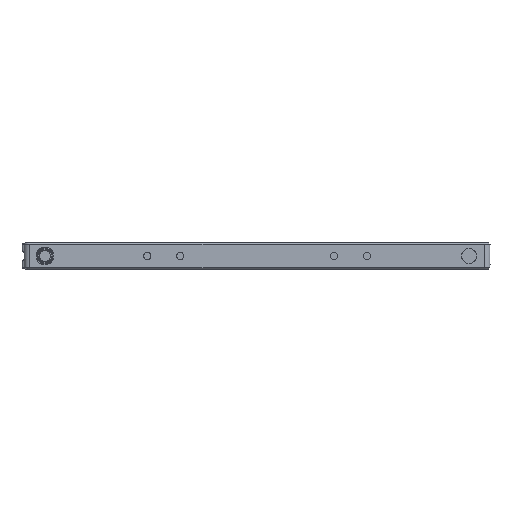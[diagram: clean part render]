
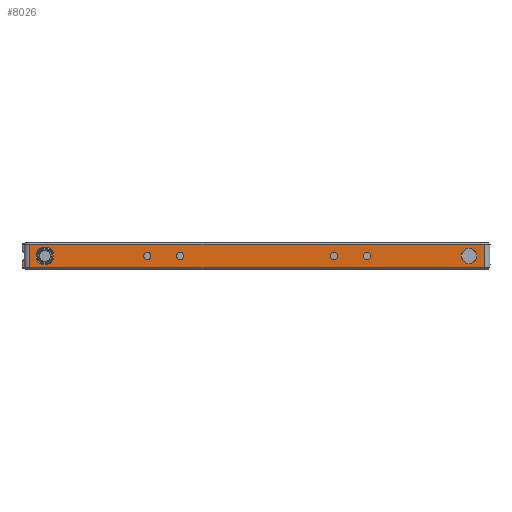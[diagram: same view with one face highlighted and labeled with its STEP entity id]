
A CAD part, left-side view. The second image highlights one B-rep face of the part: STEP entity #8026.
In plain terms, the highlighted planar face has unit normal (-1, 0, 0).
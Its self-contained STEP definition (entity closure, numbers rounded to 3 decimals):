
#527=DIRECTION('',(0.,-1.,0.));
#528=VECTOR('',#527,207.);
#529=CARTESIAN_POINT('',(-80.,103.5,5.25));
#530=LINE('',#529,#528);
#531=DIRECTION('',(0.,0.,-1.));
#532=VECTOR('',#531,10.5);
#533=CARTESIAN_POINT('',(-80.,-103.5,5.25));
#534=LINE('',#533,#532);
#535=DIRECTION('',(0.,1.,0.));
#536=VECTOR('',#535,207.);
#537=CARTESIAN_POINT('',(-80.,-103.5,
-5.25));
#538=LINE('',#537,#536);
#539=DIRECTION('',(0.,0.,-1.));
#540=VECTOR('',#539,10.5);
#541=CARTESIAN_POINT('',(-80.,103.5,5.25));
#542=LINE('',#541,#540);
#543=CARTESIAN_POINT('',(-80.,-96.5,0.));
#544=DIRECTION('',(1.,0.,0.));
#545=DIRECTION('',(0.,1.,0.));
#546=AXIS2_PLACEMENT_3D('',#543,#544,#545);
#548=CARTESIAN_POINT('',(-80.,-96.5,0.));
#549=DIRECTION('',(1.,0.,0.));
#550=DIRECTION('',(0.,-1.,0.));
#551=AXIS2_PLACEMENT_3D('',#548,#549,#550);
#553=CARTESIAN_POINT('',(-80.,35.,0.));
#554=DIRECTION('',(-1.,0.,0.));
#555=DIRECTION('',(0.,1.,0.));
#556=AXIS2_PLACEMENT_3D('',#553,#554,#555);
#558=CARTESIAN_POINT('',(-80.,35.,0.));
#559=DIRECTION('',(-1.,0.,0.));
#560=DIRECTION('',(0.,-1.,0.));
#561=AXIS2_PLACEMENT_3D('',#558,#559,#560);
#563=CARTESIAN_POINT('',(-80.,50.,0.));
#564=DIRECTION('',(-1.,0.,0.));
#565=DIRECTION('',(0.,1.,0.));
#566=AXIS2_PLACEMENT_3D('',#563,#564,#565);
#568=CARTESIAN_POINT('',(-80.,50.,0.));
#569=DIRECTION('',(-1.,0.,0.));
#570=DIRECTION('',(0.,-1.,0.));
#571=AXIS2_PLACEMENT_3D('',#568,#569,#570);
#573=CARTESIAN_POINT('',(-80.,-50.,0.));
#574=DIRECTION('',(-1.,0.,0.));
#575=DIRECTION('',(0.,1.,0.));
#576=AXIS2_PLACEMENT_3D('',#573,#574,#575);
#578=CARTESIAN_POINT('',(-80.,-50.,0.));
#579=DIRECTION('',(-1.,0.,0.));
#580=DIRECTION('',(0.,-1.,0.));
#581=AXIS2_PLACEMENT_3D('',#578,#579,#580);
#583=CARTESIAN_POINT('',(-80.,-35.,0.));
#584=DIRECTION('',(-1.,0.,0.));
#585=DIRECTION('',(0.,1.,0.));
#586=AXIS2_PLACEMENT_3D('',#583,#584,#585);
#588=CARTESIAN_POINT('',(-80.,-35.,0.));
#589=DIRECTION('',(-1.,0.,0.));
#590=DIRECTION('',(0.,-1.,0.));
#591=AXIS2_PLACEMENT_3D('',#588,#589,#590);
#593=CARTESIAN_POINT('',(-80.,96.5,0.));
#594=DIRECTION('',(-1.,0.,0.));
#595=DIRECTION('',(0.,0.,1.));
#596=AXIS2_PLACEMENT_3D('',#593,#594,#595);
#598=CARTESIAN_POINT('',(-80.,96.5,0.));
#599=DIRECTION('',(-1.,0.,0.));
#600=DIRECTION('',(0.,0.,-1.));
#601=AXIS2_PLACEMENT_3D('',#598,#599,#600);
#7067=CARTESIAN_POINT('',(-80.,-93.,0.));
#7068=CARTESIAN_POINT('',(-80.,-100.,0.));
#7069=VERTEX_POINT('',#7067);
#7070=VERTEX_POINT('',#7068);
#7117=CARTESIAN_POINT('',(-80.,103.5,5.25));
#7118=CARTESIAN_POINT('',(-80.,-103.5,
5.25));
#7119=VERTEX_POINT('',#7117);
#7120=VERTEX_POINT('',#7118);
#7139=CARTESIAN_POINT('',(-80.,-103.5,
-5.25));
#7140=CARTESIAN_POINT('',(-80.,103.5,
-5.25));
#7141=VERTEX_POINT('',#7139);
#7142=VERTEX_POINT('',#7140);
#7169=CARTESIAN_POINT('',(-80.,36.65,0.));
#7170=CARTESIAN_POINT('',(-80.,33.35,0.));
#7171=VERTEX_POINT('',#7169);
#7172=VERTEX_POINT('',#7170);
#7173=CARTESIAN_POINT('',(-80.,51.65,0.));
#7174=CARTESIAN_POINT('',(-80.,48.35,0.));
#7175=VERTEX_POINT('',#7173);
#7176=VERTEX_POINT('',#7174);
#7177=CARTESIAN_POINT('',(-80.,-48.35,0.));
#7178=CARTESIAN_POINT('',(-80.,-51.65,0.));
#7179=VERTEX_POINT('',#7177);
#7180=VERTEX_POINT('',#7178);
#7181=CARTESIAN_POINT('',(-80.,-33.35,0.));
#7182=CARTESIAN_POINT('',(-80.,-36.65,0.));
#7183=VERTEX_POINT('',#7181);
#7184=VERTEX_POINT('',#7182);
#7677=CARTESIAN_POINT('',(-80.,96.5,3.05));
#7678=CARTESIAN_POINT('',(-80.,96.5,-3.05));
#7679=VERTEX_POINT('',#7677);
#7680=VERTEX_POINT('',#7678);
#7976=CARTESIAN_POINT('',(-80.,106.,-6.));
#7977=DIRECTION('',(-1.,0.,0.));
#7978=DIRECTION('',(0.,-1.,0.));
#7979=AXIS2_PLACEMENT_3D('',#7976,#7977,#7978);
#7980=PLANE('',#7979);
#7982=ORIENTED_EDGE('',*,*,#7981,.T.);
#7984=ORIENTED_EDGE('',*,*,#7983,.T.);
#7985=ORIENTED_EDGE('',*,*,#7967,.T.);
#7987=ORIENTED_EDGE('',*,*,#7986,.F.);
#7988=EDGE_LOOP('',(#7982,#7984,#7985,#7987));
#7989=FACE_OUTER_BOUND('',#7988,.F.);
#7991=ORIENTED_EDGE('',*,*,#7990,.F.);
#7993=ORIENTED_EDGE('',*,*,#7992,.F.);
#7994=EDGE_LOOP('',(#7991,#7993));
#7995=FACE_BOUND('',#7994,.F.);
#7997=ORIENTED_EDGE('',*,*,#7996,.T.);
#7999=ORIENTED_EDGE('',*,*,#7998,.T.);
#8000=EDGE_LOOP('',(#7997,#7999));
#8001=FACE_BOUND('',#8000,.F.);
#8003=ORIENTED_EDGE('',*,*,#8002,.T.);
#8005=ORIENTED_EDGE('',*,*,#8004,.T.);
#8006=EDGE_LOOP('',(#8003,#8005));
#8007=FACE_BOUND('',#8006,.F.);
#8009=ORIENTED_EDGE('',*,*,#8008,.T.);
#8011=ORIENTED_EDGE('',*,*,#8010,.T.);
#8012=EDGE_LOOP('',(#8009,#8011));
#8013=FACE_BOUND('',#8012,.F.);
#8015=ORIENTED_EDGE('',*,*,#8014,.T.);
#8017=ORIENTED_EDGE('',*,*,#8016,.T.);
#8018=EDGE_LOOP('',(#8015,#8017));
#8019=FACE_BOUND('',#8018,.F.);
#8021=ORIENTED_EDGE('',*,*,#8020,.T.);
#8023=ORIENTED_EDGE('',*,*,#8022,.T.);
#8024=EDGE_LOOP('',(#8021,#8023));
#8025=FACE_BOUND('',#8024,.F.);
#8026=ADVANCED_FACE('',(#7989,#7995,#8001,#8007,#8013,#8019,#8025),#7980,.T.);
#547=CIRCLE('',#546,3.5);
#552=CIRCLE('',#551,3.5);
#557=CIRCLE('',#556,1.65);
#562=CIRCLE('',#561,1.65);
#567=CIRCLE('',#566,1.65);
#572=CIRCLE('',#571,1.65);
#577=CIRCLE('',#576,1.65);
#582=CIRCLE('',#581,1.65);
#587=CIRCLE('',#586,1.65);
#592=CIRCLE('',#591,1.65);
#597=CIRCLE('',#596,3.05);
#602=CIRCLE('',#601,3.05);
#7967=EDGE_CURVE('',#7141,#7142,#538,.T.);
#7981=EDGE_CURVE('',#7119,#7120,#530,.T.);
#7983=EDGE_CURVE('',#7120,#7141,#534,.T.);
#7986=EDGE_CURVE('',#7119,#7142,#542,.T.);
#7990=EDGE_CURVE('',#7069,#7070,#547,.T.);
#7992=EDGE_CURVE('',#7070,#7069,#552,.T.);
#7996=EDGE_CURVE('',#7171,#7172,#557,.T.);
#7998=EDGE_CURVE('',#7172,#7171,#562,.T.);
#8002=EDGE_CURVE('',#7175,#7176,#567,.T.);
#8004=EDGE_CURVE('',#7176,#7175,#572,.T.);
#8008=EDGE_CURVE('',#7179,#7180,#577,.T.);
#8010=EDGE_CURVE('',#7180,#7179,#582,.T.);
#8014=EDGE_CURVE('',#7183,#7184,#587,.T.);
#8016=EDGE_CURVE('',#7184,#7183,#592,.T.);
#8020=EDGE_CURVE('',#7679,#7680,#597,.T.);
#8022=EDGE_CURVE('',#7680,#7679,#602,.T.);
